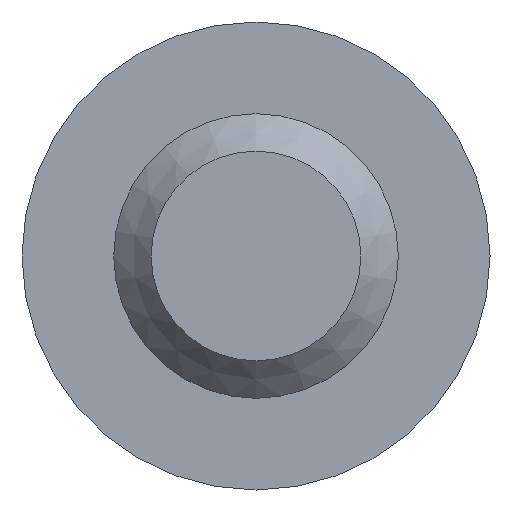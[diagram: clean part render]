
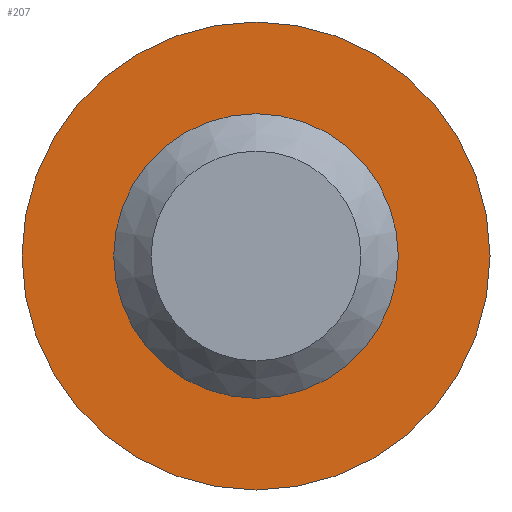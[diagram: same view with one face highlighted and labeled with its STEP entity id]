
A CAD part, front view. The second image highlights one B-rep face of the part: STEP entity #207.
In plain terms, the highlighted planar face has unit normal (0, -1, 0).
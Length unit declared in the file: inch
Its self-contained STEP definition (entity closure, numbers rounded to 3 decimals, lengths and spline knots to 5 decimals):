
#53=PLANE('',#229);
#69=FACE_BOUND('',#94,.T.);
#75=FACE_OUTER_BOUND('',#93,.T.);
#93=EDGE_LOOP('',(#161));
#94=EDGE_LOOP('',(#162));
#109=CIRCLE('',#226,0.095);
#110=CIRCLE('',#228,0.15625);
#115=VERTEX_POINT('',#311);
#116=VERTEX_POINT('',#314);
#133=EDGE_CURVE('',#115,#115,#109,.T.);
#134=EDGE_CURVE('',#116,#116,#110,.T.);
#161=ORIENTED_EDGE('',*,*,#134,.F.);
#162=ORIENTED_EDGE('',*,*,#133,.F.);
#207=ADVANCED_FACE('',(#75,#69),#53,.F.);
#226=AXIS2_PLACEMENT_3D('',#312,#255,#256);
#228=AXIS2_PLACEMENT_3D('',#315,#259,#260);
#229=AXIS2_PLACEMENT_3D('',#316,#261,#262);
#255=DIRECTION('center_axis',(0.,-1.,0.));
#256=DIRECTION('ref_axis',(0.,0.,1.));
#259=DIRECTION('center_axis',(0.,1.,0.));
#260=DIRECTION('ref_axis',(0.,0.,1.));
#261=DIRECTION('center_axis',(0.,1.,0.));
#262=DIRECTION('ref_axis',(0.,0.,1.));
#311=CARTESIAN_POINT('',(0.,0.,0.095));
#312=CARTESIAN_POINT('Origin',(0.,0.,0.));
#314=CARTESIAN_POINT('',(0.,0.,-0.15625));
#315=CARTESIAN_POINT('Origin',(0.,0.,0.));
#316=CARTESIAN_POINT('Origin',(0.,0.,0.));
